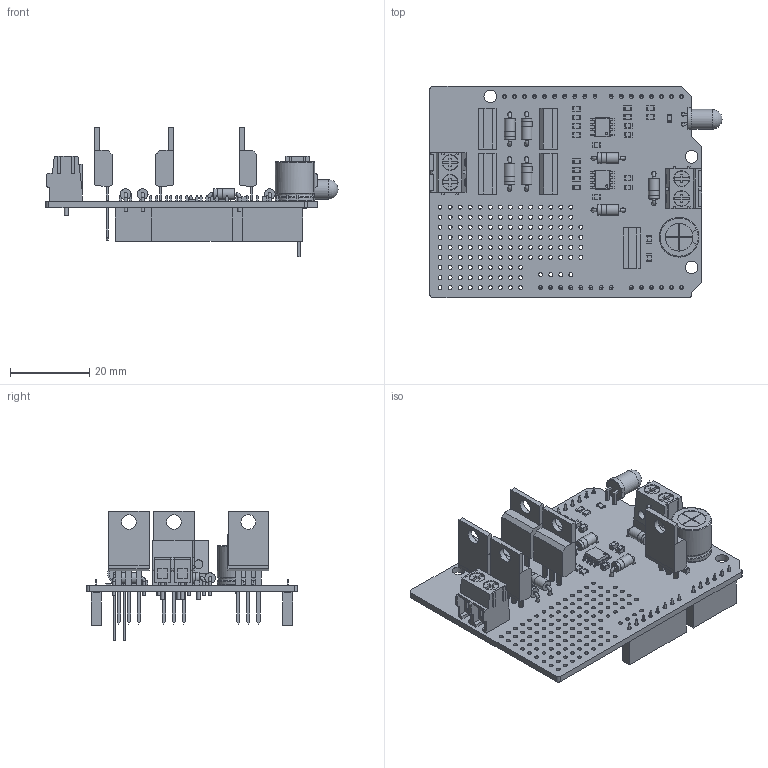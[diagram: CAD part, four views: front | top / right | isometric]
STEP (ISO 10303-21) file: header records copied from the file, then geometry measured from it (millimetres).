
FILE_DESCRIPTION(('KiCad electronic assembly'),'2;1');
FILE_NAME('DummyUno.step','2025-01-14T23:22:47',('Pcbnew'),('Kicad'), 'Open CASCADE STEP processor 7.8','KiCad to STEP converter','Unknown' );
FILE_SCHEMA(('AUTOMOTIVE_DESIGN { 1 0 10303 214 1 1 1 1 }'));
Length unit declared in the file: millimetre
Products named in the file (24): DummyUno 1; TO-220-3_Vertical; R_0805_2012Metric; D_DO-41_SOD81_P7.62mm_Horizontal; PinSocket_1x10_P2.54mm_Vertical; C_0805_2012Metric; LED_D5.0mm_Horizontal_O1.27mm_Z15.0mm; SOIC-8_3.9x4.9mm_P1.27mm; SOIC_8_39x49mm_P127mm; TerminalBlock_Phoenix_PT-1,5-2-5.0-H_1x02_P5.00mm_Horizontal; TerminalBlock_Phoenix_PT_15_2_50_H_1x02_P500mm_Horizontal; CP_Radial_D10.0mm_P5.00mm; CP_Radial_D100mm_P500mm; PinSocket_1x06_P2.54mm_Vertical; PinSocket_1x08_P2.54mm_Vertical; DummyUno_PCB
Assembly tree (55 placements, depth 3):
  DummyUno 1
    TO-220-3_Vertical  x5
      TO-220-3_Vertical
    R_0805_2012Metric  x13
      R_0805_2012Metric
    D_DO-41_SOD81_P7.62mm_Horizontal  x7
      D_DO-41_SOD81_P7.62mm_Horizontal
    PinSocket_1x10_P2.54mm_Vertical
      PinSocket_1x10_P2.54mm_Vertical
    C_0805_2012Metric  x8
      C_0805_2012Metric
    LED_D5.0mm_Horizontal_O1.27mm_Z15.0mm
      LED_D5.0mm_Horizontal_O1.27mm_Z15.0mm
    SOIC-8_3.9x4.9mm_P1.27mm  x2
      SOIC_8_39x49mm_P127mm
    TerminalBlock_Phoenix_PT-1,5-2-5.0-H_1x02_P5.00mm_Horizontal  x2
      TerminalBlock_Phoenix_PT_15_2_50_H_1x02_P500mm_Horizontal
    CP_Radial_D10.0mm_P5.00mm
      CP_Radial_D100mm_P500mm
    PinSocket_1x06_P2.54mm_Vertical
      PinSocket_1x06_P2.54mm_Vertical
    PinSocket_1x08_P2.54mm_Vertical  x2
      PinSocket_1x08_P2.54mm_Vertical
    DummyUno_PCB
Bounding box: 73.72 x 53.34 x 32.77 mm (x, y, z)
Volume: 12195.2 mm3; surface area: 17890.8 mm2
Topology: 44 solids, 45 shells, 2792 faces, 7270 edges, 4730 vertices
Faces by surface type: plane 2119, cylinder 583, bspline 69, torus 16, revolution 4, sphere 1
Full cylindrical faces by diameter (mm): 0.6 x2, 0.7 x2, 0.8 x28, 0.9 x2, 1 x157, 1.1 x29, 1.3 x4, 2.2 x4, 2.7 x14, 2.72 x7, 3.2 x3, 3.735 x5, 3.8 x4, 4 x4, 5 x1
Entity records: 55377 total; most frequent: CARTESIAN_POINT 8698, ORIENTED_EDGE 7700, DIRECTION 7389, EDGE_CURVE 3850, LINE 3163, VECTOR 3163, VERTEX_POINT 2506, AXIS2_PLACEMENT_3D 2111
